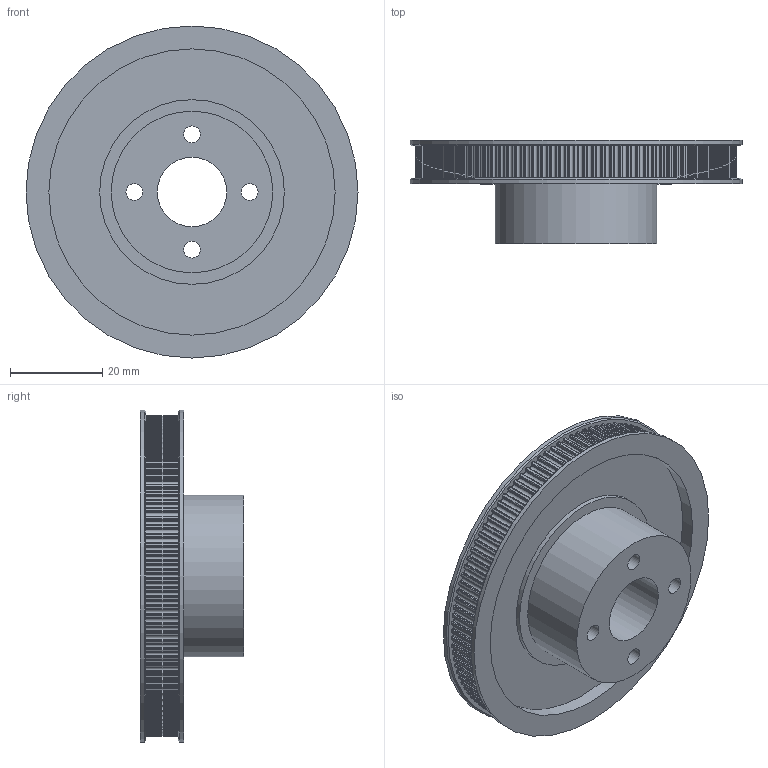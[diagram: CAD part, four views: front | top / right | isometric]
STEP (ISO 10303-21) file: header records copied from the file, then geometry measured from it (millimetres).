
FILE_DESCRIPTION(/* description */ (''),/* implementation_level */ '2;1');
FILE_NAME(/* name */ 'GT2 Pulley - 110 teeth - J1.stp',/* time_stamp */ '2021-11-06T08:04:34+02:00',/* author */ ('Mohamed'),/* organization */ (''),/* preprocessor_version */ 'ST-DEVELOPER v18.1',/* originating_system */ 'Autodesk Inventor 2022',/* authorisation */ '');
FILE_SCHEMA (('AUTOMOTIVE_DESIGN { 1 0 10303 214 3 1 1 }'));
Length unit declared in the file: millimetre
Products named in the file (1): GT2 Pulley - 110 teeth - J1
Bounding box: 71.92 x 22.4 x 71.92 mm (x, y, z)
Volume: 37500.2 mm3; surface area: 15435.1 mm2
Topology: 1 solids, 1 shells, 899 faces, 2676 edges, 1784 vertices
Faces by surface type: cylinder 890, plane 7, cone 2
Full cylindrical faces by diameter (mm): 3.6 x4, 15 x1, 35 x1, 40 x1, 62 x1, 71.92 x2
Entity records: 31355 total; most frequent: DIRECTION 6260, CARTESIAN_POINT 5360, ORIENTED_EDGE 5352, AXIS2_PLACEMENT_3D 2684, EDGE_CURVE 2676, CIRCLE 1784, VERTEX_POINT 1784, EDGE_LOOP 914
